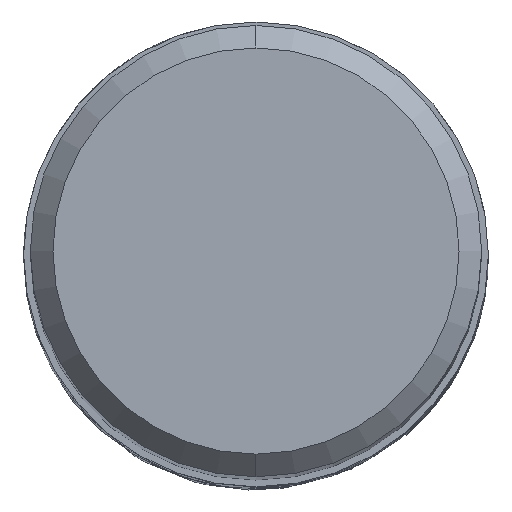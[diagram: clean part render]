
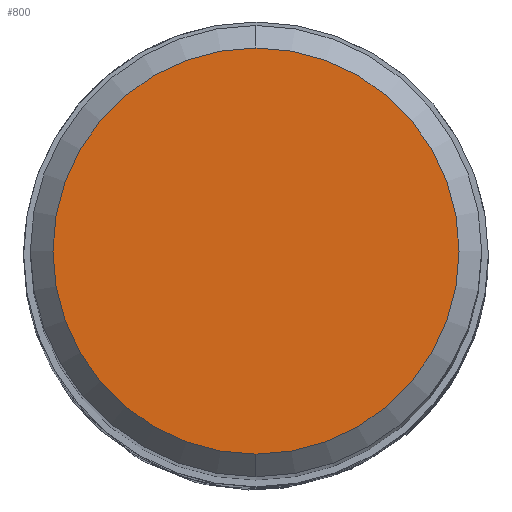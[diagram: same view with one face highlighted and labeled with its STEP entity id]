
A CAD part, top view. The second image highlights one B-rep face of the part: STEP entity #800.
In plain terms, the highlighted planar face has unit normal (0, 0, 1).
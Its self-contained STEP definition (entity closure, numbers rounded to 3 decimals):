
#478=EDGE_CURVE('',#510,#578,#1026,.T.);
#510=VERTEX_POINT('',#1061);
#578=VERTEX_POINT('',#1139);
#638=EDGE_CURVE('',#578,#510,#1206,.T.);
#800=ADVANCED_FACE('',(#1381),#1382,.T.);
#1026=CIRCLE('',#2568,4.5);
#1061=CARTESIAN_POINT('',(0.,-4.5,0.0));
#1139=CARTESIAN_POINT('',(0.0,4.5,0.0));
#1206=CIRCLE('',#3948,4.5);
#1381=FACE_OUTER_BOUND('',#4999,.T.);
#1382=PLANE('',#5000);
#2568=AXIS2_PLACEMENT_3D('',#5224,#5225,#5226);
#3948=AXIS2_PLACEMENT_3D('',#5444,#5445,#5446);
#4999=EDGE_LOOP('',(#5607,#5608));
#5000=AXIS2_PLACEMENT_3D('',#5609,#5610,#5611);
#5224=CARTESIAN_POINT('',(0.0,0.0,0.0));
#5225=DIRECTION('',(0.0,0.0,-1.0));
#5226=DIRECTION('',(0.0,1.0,0.0));
#5444=CARTESIAN_POINT('',(0.0,0.0,0.0));
#5445=DIRECTION('',(0.0,0.0,-1.0));
#5446=DIRECTION('',(0.0,1.0,0.0));
#5607=ORIENTED_EDGE('',*,*,#638,.F.);
#5608=ORIENTED_EDGE('',*,*,#478,.F.);
#5609=CARTESIAN_POINT('',(0.0,2.25,0.0));
#5610=DIRECTION('',(-0.0,0.0,1.0));
#5611=DIRECTION('',(0.0,-1.0,0.0));
